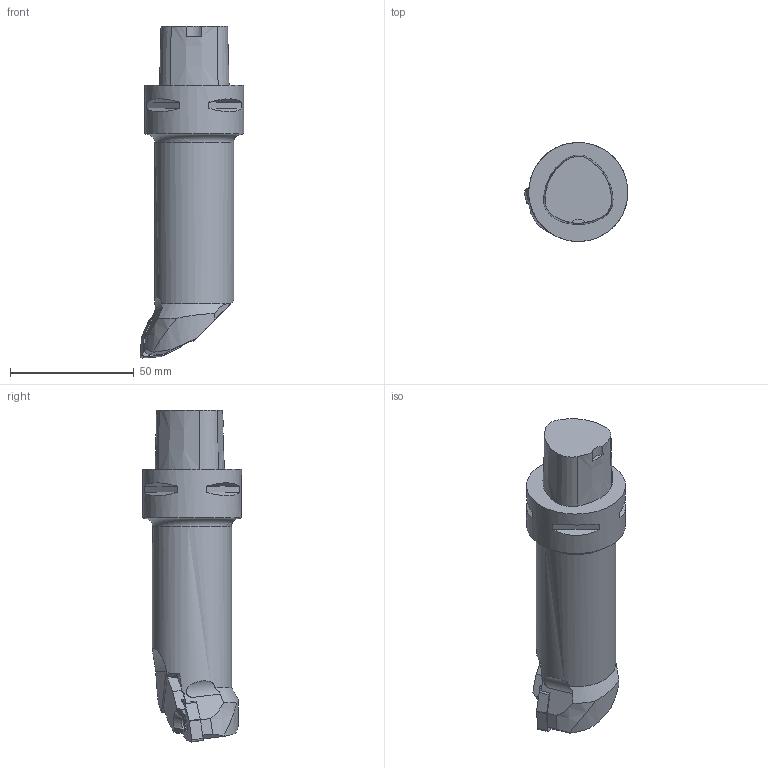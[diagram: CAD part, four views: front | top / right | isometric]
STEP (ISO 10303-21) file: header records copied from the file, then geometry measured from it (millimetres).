
FILE_DESCRIPTION(/* description */ (''),/* implementation_level */ '2;1');
FILE_NAME(/* name */ '1559888510812.stp',/* time_stamp */ '2019-06-07T11:52:02+05:00',/* author */ (''),/* organization */ ('SMS'),/* preprocessor_version */ 'ST-DEVELOPER v15',/* originating_system */ 'SIEMENS PLM Software NX 8.5',/* authorisation */ '');
FILE_SCHEMA (('AUTOMOTIVE_DESIGN { 1 0 10303 214 3 1 1 1 }'));
Length unit declared in the file: millimetre
Products named in the file (4): ASSEMBLY_CONSTRUCTION; IsoTurningInsert; 201769254mod000_00; 201769253mod000_00
Assembly tree (3 placements, depth 2):
  201769253mod000_00
    201769254mod000_00
    IsoTurningInsert
    ASSEMBLY_CONSTRUCTION
Bounding box: 41.85 x 39.97 x 134.02 mm (x, y, z)
Volume: 103319 mm3; surface area: 16172 mm2
Topology: 2 solids, 2 shells, 101 faces, 268 edges, 183 vertices
Faces by surface type: plane 63, cylinder 23, cone 11, extrusion 3, torus 1
Full cylindrical faces by diameter (mm): 5.156 x2, 32 x1, 40 x1
Entity records: 3457 total; most frequent: CARTESIAN_POINT 778, DIRECTION 541, ORIENTED_EDGE 514, EDGE_CURVE 257, AXIS2_PLACEMENT_3D 192, VERTEX_POINT 172, VECTOR 157, LINE 154
